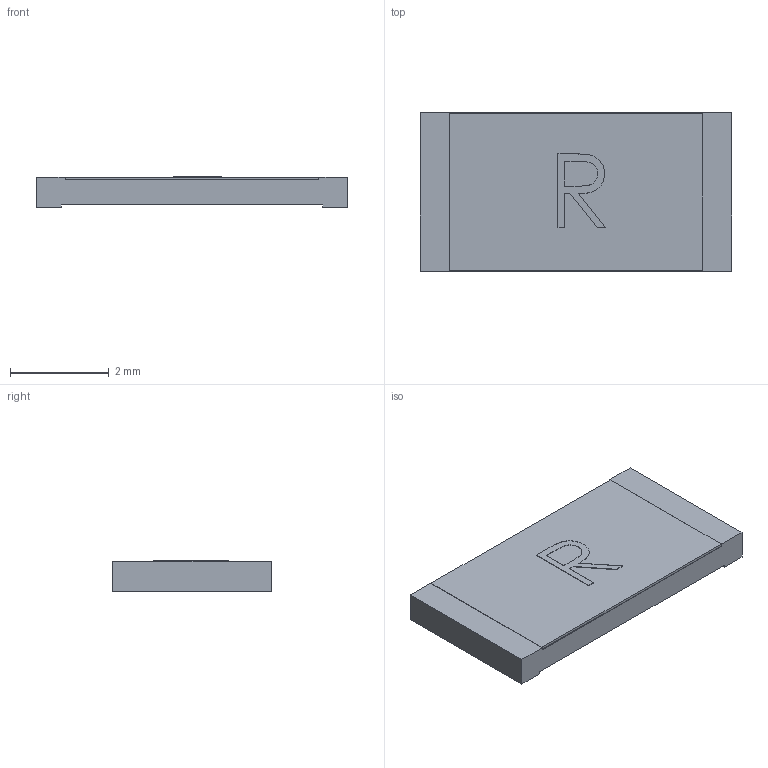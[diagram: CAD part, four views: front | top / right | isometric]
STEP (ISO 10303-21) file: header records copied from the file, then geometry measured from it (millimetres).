
FILE_DESCRIPTION(/* description */ (''),/* implementation_level */ '2;1');
FILE_NAME(/* name */ '2512_R.step',/* time_stamp */ '2010-06-16T21:34:06+08:00',/* author */ (''),/* organization */ (''),/* preprocessor_version */ 'ST-DEVELOPER v11',/* originating_system */ 'SIEMENS UGS NX 6.0',/* authorisation */ '');
FILE_SCHEMA (('AUTOMOTIVE_DESIGN { 1 0 10303 214 1 1 1 1 }'));
Length unit declared in the file: millimetre
Products named in the file (1): 2512_R
Bounding box: 6.3 x 3.2 x 0.62 mm (x, y, z)
Volume: 11.4 mm3; surface area: 52.1 mm2
Topology: 1 solids, 1 shells, 38 faces, 100 edges, 66 vertices
Faces by surface type: plane 33, extrusion 5
Entity records: 1667 total; most frequent: CARTESIAN_POINT 451, ORIENTED_EDGE 200, DIRECTION 163, EDGE_CURVE 100, VECTOR 95, LINE 90, VERTEX_POINT 66, EDGE_LOOP 40
